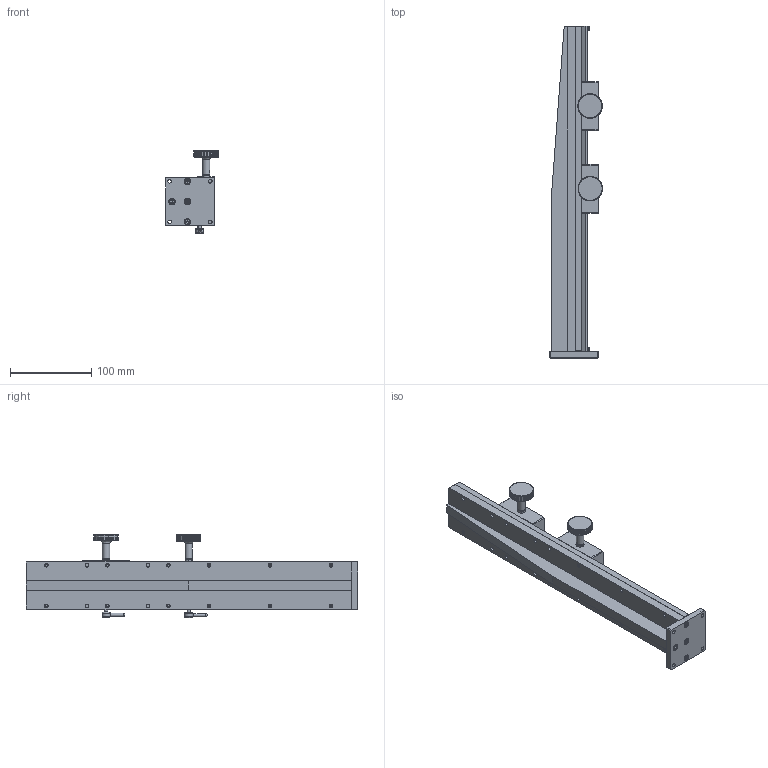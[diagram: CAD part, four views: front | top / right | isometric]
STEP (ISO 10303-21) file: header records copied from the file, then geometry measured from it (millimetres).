
FILE_DESCRIPTION (( 'STEP AP203' ), '1' );
FILE_NAME ('528779.STEP', '2024-10-15T02:14:27', ( 'Windows User' ), ( 'P R C' ), 'SwSTEP 2.0', 'SolidWorks 2020', '' );
FILE_SCHEMA (( 'CONFIG_CONTROL_DESIGN' ));
Length unit declared in the file: millimetre
Products named in the file (1): 528779
Bounding box: 65.08 x 408 x 102.26 mm (x, y, z)
Volume: 719181.4 mm3; surface area: 209167.7 mm2
Topology: 59 solids, 59 shells, 1693 faces, 3915 edges, 2392 vertices
Faces by surface type: plane 885, cylinder 357, cone 355, bspline 96
Full cylindrical faces by diameter (mm): 2.05 x6, 2.5 x28, 2.9 x6, 3 x29, 3.3 x38, 4 x12, 4.1 x4, 4.5 x34, 5 x16, 5.5 x12, 6 x12, 7 x4, 7.4 x2, 8 x16, 9 x4, 10 x4
Entity records: 214714 total; most frequent: CARTESIAN_POINT 180045, DIRECTION 6939, ORIENTED_EDGE 6674, EDGE_CURVE 3337, AXIS2_PLACEMENT_3D 2738, EDGE_LOOP 2327, VERTEX_POINT 2228, FACE_OUTER_BOUND 1948
